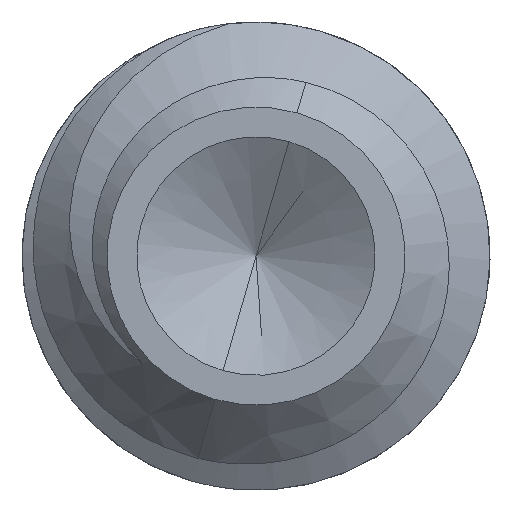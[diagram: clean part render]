
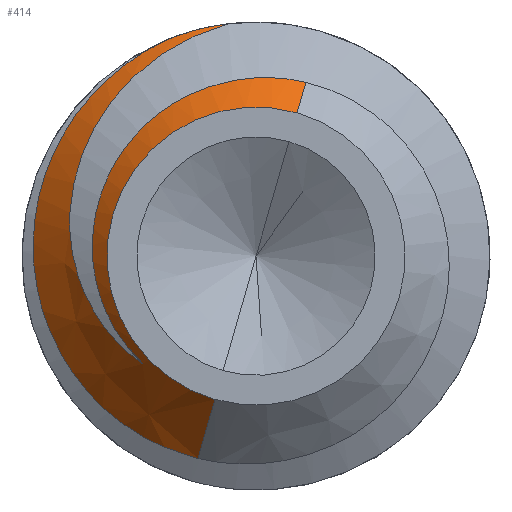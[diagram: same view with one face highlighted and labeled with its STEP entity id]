
A CAD part, front view. The second image highlights one B-rep face of the part: STEP entity #414.
In plain terms, the highlighted conical face has half-angle 45 degrees and reference radius 1.994 mm.
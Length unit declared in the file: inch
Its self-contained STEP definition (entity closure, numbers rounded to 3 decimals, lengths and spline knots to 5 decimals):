
#32=B_SPLINE_CURVE_WITH_KNOTS('',3,(#768,#769,#770,#771,#772,#773,#774,
#775,#776,#777,#778,#779,#780,#781,#782,#783),.UNSPECIFIED.,.F.,.F.,(4,
2,2,2,2,2,2,4),(0.,0.00047,0.00094,
0.00188,0.00235,0.00282,0.00329,
0.00376),.UNSPECIFIED.);
#33=B_SPLINE_CURVE_WITH_KNOTS('',3,(#785,#786,#787,#788,#789,#790,#791,
#792,#793,#794,#795,#796,#797,#798,#799,#800,#801,#802),.UNSPECIFIED.,.F.,
 .F.,(4,2,2,2,2,2,2,2,4),(0.,0.00047,0.00094,
0.00142,0.00189,0.00236,0.00283,
0.00331,0.00378),.UNSPECIFIED.);
#34=B_SPLINE_CURVE_WITH_KNOTS('',3,(#805,#806,#807,#808,#809,#810,#811,
#812,#813,#814,#815,#816,#817,#818,#819,#820,#821,#822),.UNSPECIFIED.,.F.,
 .F.,(4,2,2,2,2,2,2,2,4),(0.009,0.0096,0.0102,
0.01079,0.01139,0.01198,0.01258,
0.01317,0.01377),.UNSPECIFIED.);
#43=CONICAL_SURFACE('',#445,0.0785,45.);
#51=CIRCLE('',#446,0.05);
#52=CIRCLE('',#447,0.0785);
#63=FACE_OUTER_BOUND('',#87,.T.);
#87=EDGE_LOOP('',(#312,#313,#314,#315,#316,#317,#318));
#113=LINE('',#736,#142);
#114=LINE('',#764,#143);
#142=VECTOR('',#500,0.02912);
#143=VECTOR('',#501,0.01509);
#196=VERTEX_POINT('',#732);
#197=VERTEX_POINT('',#733);
#198=VERTEX_POINT('',#735);
#199=VERTEX_POINT('',#737);
#200=VERTEX_POINT('',#767);
#201=VERTEX_POINT('',#784);
#202=VERTEX_POINT('',#803);
#243=EDGE_CURVE('',#196,#198,#113,.T.);
#245=EDGE_CURVE('',#197,#199,#114,.T.);
#246=EDGE_CURVE('',#197,#196,#51,.T.);
#247=EDGE_CURVE('',#200,#199,#32,.T.);
#248=EDGE_CURVE('',#201,#200,#33,.T.);
#249=EDGE_CURVE('',#201,#202,#52,.T.);
#250=EDGE_CURVE('',#198,#202,#34,.T.);
#312=ORIENTED_EDGE('',*,*,#243,.F.);
#313=ORIENTED_EDGE('',*,*,#246,.F.);
#314=ORIENTED_EDGE('',*,*,#245,.T.);
#315=ORIENTED_EDGE('',*,*,#247,.F.);
#316=ORIENTED_EDGE('',*,*,#248,.F.);
#317=ORIENTED_EDGE('',*,*,#249,.T.);
#318=ORIENTED_EDGE('',*,*,#250,.F.);
#414=ADVANCED_FACE('',(#63),#43,.T.);
#445=AXIS2_PLACEMENT_3D('',#765,#502,#503);
#446=AXIS2_PLACEMENT_3D('',#766,#504,#505);
#447=AXIS2_PLACEMENT_3D('',#804,#506,#507);
#500=DIRECTION('',(-0.195,0.707,-0.68));
#501=DIRECTION('',(0.195,0.707,0.68));
#502=DIRECTION('center_axis',(0.,1.,0.));
#503=DIRECTION('ref_axis',(0.276,0.,0.961));
#504=DIRECTION('center_axis',(0.,-1.,0.));
#505=DIRECTION('ref_axis',(-0.276,0.,-0.961));
#506=DIRECTION('center_axis',(0.,-1.,0.));
#507=DIRECTION('ref_axis',(-0.276,0.,-0.961));
#732=CARTESIAN_POINT('',(-1.66557,1.31125,1.07864));
#733=CARTESIAN_POINT('',(-1.63799,1.31125,1.17476));
#735=CARTESIAN_POINT('',(-1.67125,1.33184,1.05884));
#736=CARTESIAN_POINT('',(-1.67343,1.33975,1.05124));
#737=CARTESIAN_POINT('',(-1.63504,1.32192,1.18501));
#764=CARTESIAN_POINT('',(-1.63013,1.33975,1.20215));
#765=CARTESIAN_POINT('Origin',(-1.65178,1.33975,1.1267));
#766=CARTESIAN_POINT('Origin',(-1.65178,1.31125,1.1267));
#767=CARTESIAN_POINT('',(-1.68978,1.31369,1.09056));
#768=CARTESIAN_POINT('Ctrl Pts',(-1.68978,1.31369,1.09056));
#769=CARTESIAN_POINT('Ctrl Pts',(-1.69433,1.31407,1.0948));
#770=CARTESIAN_POINT('Ctrl Pts',(-1.69805,1.31441,1.0998));
#771=CARTESIAN_POINT('Ctrl Pts',(-1.70363,1.31513,1.11082));
#772=CARTESIAN_POINT('Ctrl Pts',(-1.70547,1.3155,1.11679));
#773=CARTESIAN_POINT('Ctrl Pts',(-1.70784,1.31659,1.13511));
#774=CARTESIAN_POINT('Ctrl Pts',(-1.70508,1.31725,1.14782));
#775=CARTESIAN_POINT('Ctrl Pts',(-1.69563,1.3183,1.16369));
#776=CARTESIAN_POINT('Ctrl Pts',(-1.69162,1.31865,1.16847));
#777=CARTESIAN_POINT('Ctrl Pts',(-1.68227,1.31932,1.1765));
#778=CARTESIAN_POINT('Ctrl Pts',(-1.67696,1.31963,1.17972));
#779=CARTESIAN_POINT('Ctrl Pts',(-1.66555,1.32029,1.18444));
#780=CARTESIAN_POINT('Ctrl Pts',(-1.65954,1.32063,1.18589));
#781=CARTESIAN_POINT('Ctrl Pts',(-1.64721,1.3213,1.18688));
#782=CARTESIAN_POINT('Ctrl Pts',(-1.64109,1.32162,1.18643));
#783=CARTESIAN_POINT('Ctrl Pts',(-1.63504,1.32192,1.18501));
#784=CARTESIAN_POINT('',(-1.6609,1.33975,1.20467));
#785=CARTESIAN_POINT('Ctrl Pts',(-1.6609,1.33975,1.20467));
#786=CARTESIAN_POINT('Ctrl Pts',(-1.66689,1.33881,1.20301));
#787=CARTESIAN_POINT('Ctrl Pts',(-1.67256,1.33786,1.20068));
#788=CARTESIAN_POINT('Ctrl Pts',(-1.6833,1.33598,1.19472));
#789=CARTESIAN_POINT('Ctrl Pts',(-1.68841,1.33506,1.19106));
#790=CARTESIAN_POINT('Ctrl Pts',(-1.6973,1.33315,1.18267));
#791=CARTESIAN_POINT('Ctrl Pts',(-1.70119,1.33213,1.17788));
#792=CARTESIAN_POINT('Ctrl Pts',(-1.7076,1.33003,1.16733));
#793=CARTESIAN_POINT('Ctrl Pts',(-1.71004,1.32897,1.16173));
#794=CARTESIAN_POINT('Ctrl Pts',(-1.71341,1.32682,1.14988));
#795=CARTESIAN_POINT('Ctrl Pts',(-1.71432,1.32579,1.14374));
#796=CARTESIAN_POINT('Ctrl Pts',(-1.71423,1.3236,1.13153));
#797=CARTESIAN_POINT('Ctrl Pts',(-1.71321,1.32241,1.12533));
#798=CARTESIAN_POINT('Ctrl Pts',(-1.70939,1.32,1.11377));
#799=CARTESIAN_POINT('Ctrl Pts',(-1.70654,1.31874,1.1082));
#800=CARTESIAN_POINT('Ctrl Pts',(-1.69934,1.3163,1.09835));
#801=CARTESIAN_POINT('Ctrl Pts',(-1.69492,1.31506,1.09398));
#802=CARTESIAN_POINT('Ctrl Pts',(-1.68978,1.31369,1.09056));
#803=CARTESIAN_POINT('',(-1.67902,1.33975,1.20032));
#804=CARTESIAN_POINT('Origin',(-1.65178,1.33975,1.1267));
#805=CARTESIAN_POINT('Ctrl Pts',(-1.67125,1.33184,1.05884));
#806=CARTESIAN_POINT('Ctrl Pts',(-1.6788,1.33217,1.06067));
#807=CARTESIAN_POINT('Ctrl Pts',(-1.68615,1.33253,1.06377));
#808=CARTESIAN_POINT('Ctrl Pts',(-1.69928,1.33323,1.07206));
#809=CARTESIAN_POINT('Ctrl Pts',(-1.70524,1.33358,1.07736));
#810=CARTESIAN_POINT('Ctrl Pts',(-1.71502,1.33425,1.08941));
#811=CARTESIAN_POINT('Ctrl Pts',(-1.71897,1.33457,1.09634));
#812=CARTESIAN_POINT('Ctrl Pts',(-1.72447,1.33524,1.11087));
#813=CARTESIAN_POINT('Ctrl Pts',(-1.72608,1.33559,1.11866));
#814=CARTESIAN_POINT('Ctrl Pts',(-1.72681,1.33625,1.13418));
#815=CARTESIAN_POINT('Ctrl Pts',(-1.72593,1.33658,1.14207));
#816=CARTESIAN_POINT('Ctrl Pts',(-1.72182,1.3372,1.15708));
#817=CARTESIAN_POINT('Ctrl Pts',(-1.71859,1.33753,1.16431));
#818=CARTESIAN_POINT('Ctrl Pts',(-1.71016,1.33819,1.17741));
#819=CARTESIAN_POINT('Ctrl Pts',(-1.70494,1.33852,1.18331));
#820=CARTESIAN_POINT('Ctrl Pts',(-1.69293,1.33915,1.1933));
#821=CARTESIAN_POINT('Ctrl Pts',(-1.68629,1.33944,1.19729));
#822=CARTESIAN_POINT('Ctrl Pts',(-1.67902,1.33975,1.20032));
